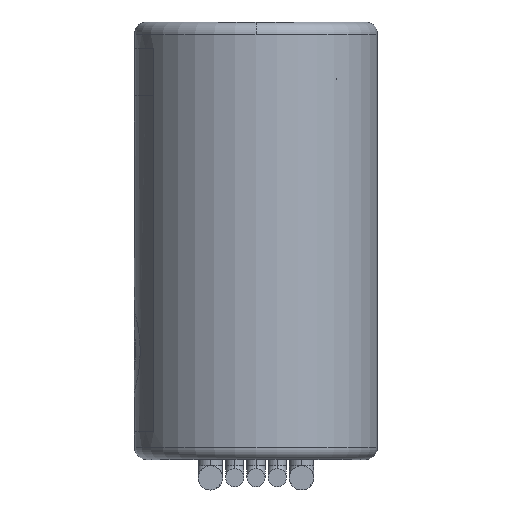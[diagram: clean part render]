
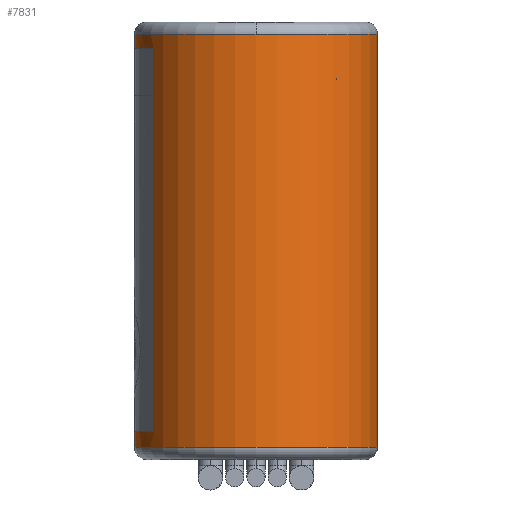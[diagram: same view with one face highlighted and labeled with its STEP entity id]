
A CAD part, left-side view. The second image highlights one B-rep face of the part: STEP entity #7831.
In plain terms, the highlighted cylindrical face has radius 10 mm (diameter 20 mm), a partial arc.
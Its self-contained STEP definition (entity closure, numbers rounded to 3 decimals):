
#78 = CIRCLE ( 'NONE', #448, 10. ) ;
#312 = CARTESIAN_POINT ( 'NONE',  ( -90.944, 3.369, 56.505 ) ) ;
#448 = AXIS2_PLACEMENT_3D ( 'NONE', #8592, #17204, #22813 ) ;
#783 = CARTESIAN_POINT ( 'NONE',  ( -90.944, -6.631, 18.685 ) ) ;
#794 = AXIS2_PLACEMENT_3D ( 'NONE', #9825, #2831, #8204 ) ;
#917 = DIRECTION ( 'NONE',  ( 0., 0., -1. ) ) ;
#965 = DIRECTION ( 'NONE',  ( 0., 0., -1. ) ) ;
#991 = AXIS2_PLACEMENT_3D ( 'NONE', #312, #5489, #5378 ) ;
#1748 = CIRCLE ( 'NONE', #22639, 10. ) ;
#2034 = EDGE_LOOP ( 'NONE', ( #17622, #11071, #2892, #2547, #21881, #16683, #9470, #4104, #4648, #22693 ) ) ;
#2303 = LINE ( 'NONE', #783, #6072 ) ;
#2427 = EDGE_CURVE ( 'NONE', #9934, #12627, #1748, .T. ) ;
#2547 = ORIENTED_EDGE ( 'NONE', *, *, #17807, .T. ) ;
#2590 = CYLINDRICAL_SURFACE ( 'NONE', #794, 10. ) ;
#2713 = CARTESIAN_POINT ( 'NONE',  ( -96.337, 11.79, 24.966 ) ) ;
#2831 = DIRECTION ( 'NONE',  ( 0., 0., 1. ) ) ;
#2892 = ORIENTED_EDGE ( 'NONE', *, *, #6875, .F. ) ;
#3047 = DIRECTION ( 'NONE',  ( -1., 0., 0. ) ) ;
#3101 = LINE ( 'NONE', #20816, #15849 ) ;
#3177 = DIRECTION ( 'NONE',  ( 1., 0., 0. ) ) ;
#3411 = VERTEX_POINT ( 'NONE', #8888 ) ;
#3430 = DIRECTION ( 'NONE',  ( 0., 0., 1. ) ) ;
#3628 = DIRECTION ( 'NONE',  ( 0., 0., -1. ) ) ;
#4104 = ORIENTED_EDGE ( 'NONE', *, *, #19636, .F. ) ;
#4277 = EDGE_CURVE ( 'NONE', #3411, #12355, #16213, .T. ) ;
#4648 = ORIENTED_EDGE ( 'NONE', *, *, #20994, .T. ) ;
#5378 = DIRECTION ( 'NONE',  ( -1., 0., 0. ) ) ;
#5489 = DIRECTION ( 'NONE',  ( 0., 0., 1. ) ) ;
#6072 = VECTOR ( 'NONE', #11531, 1000. ) ;
#6296 = AXIS2_PLACEMENT_3D ( 'NONE', #19035, #19261, #22779 ) ;
#6875 = EDGE_CURVE ( 'NONE', #19851, #10978, #21153, .T. ) ;
#7204 = CARTESIAN_POINT ( 'NONE',  ( -90.944, -6.631, 57.685 ) ) ;
#7543 = VECTOR ( 'NONE', #3628, 1000. ) ;
#7689 = CARTESIAN_POINT ( 'NONE',  ( -90.944, 13.369, 57.685 ) ) ;
#7831 = ADVANCED_FACE ( 'NONE', ( #22194 ), #2590, .T. ) ;
#8204 = DIRECTION ( 'NONE',  ( 1., 0., 0. ) ) ;
#8592 = CARTESIAN_POINT ( 'NONE',  ( -90.944, 3.369, 57.685 ) ) ;
#8859 = EDGE_CURVE ( 'NONE', #20853, #22388, #16802, .T. ) ;
#8888 = CARTESIAN_POINT ( 'NONE',  ( -96.337, 11.79, 56.505 ) ) ;
#9194 = EDGE_CURVE ( 'NONE', #12355, #20853, #11831, .T. ) ;
#9470 = ORIENTED_EDGE ( 'NONE', *, *, #8859, .T. ) ;
#9631 = CARTESIAN_POINT ( 'NONE',  ( -96.337, 11.79, 52.608 ) ) ;
#9825 = CARTESIAN_POINT ( 'NONE',  ( -90.944, 3.369, 18.685 ) ) ;
#9841 = CARTESIAN_POINT ( 'NONE',  ( -96.337, 11.79, 18.685 ) ) ;
#9934 = VERTEX_POINT ( 'NONE', #7204 ) ;
#10978 = VERTEX_POINT ( 'NONE', #7689 ) ;
#11021 = VECTOR ( 'NONE', #3430, 1000. ) ;
#11071 = ORIENTED_EDGE ( 'NONE', *, *, #16412, .T. ) ;
#11221 = VECTOR ( 'NONE', #965, 1000. ) ;
#11531 = DIRECTION ( 'NONE',  ( 0., 0., 1. ) ) ;
#11778 = CARTESIAN_POINT ( 'NONE',  ( -90.944, -6.631, 23.685 ) ) ;
#11831 = LINE ( 'NONE', #9841, #11221 ) ;
#12288 = CARTESIAN_POINT ( 'NONE',  ( -90.944, 13.369, 18.685 ) ) ;
#12291 = DIRECTION ( 'NONE',  ( 0., 0., 1. ) ) ;
#12355 = VERTEX_POINT ( 'NONE', #9631 ) ;
#12487 = CARTESIAN_POINT ( 'NONE',  ( -96.337, 11.79, 18.685 ) ) ;
#12627 = VERTEX_POINT ( 'NONE', #22814 ) ;
#14189 = CARTESIAN_POINT ( 'NONE',  ( -90.944, 13.369, 23.685 ) ) ;
#14477 = CARTESIAN_POINT ( 'NONE',  ( -90.944, 13.369, 56.505 ) ) ;
#14555 = AXIS2_PLACEMENT_3D ( 'NONE', #15272, #22644, #3177 ) ;
#14715 = EDGE_CURVE ( 'NONE', #21038, #9934, #2303, .T. ) ;
#15272 = CARTESIAN_POINT ( 'NONE',  ( -90.944, 3.369, 24.966 ) ) ;
#15812 = VERTEX_POINT ( 'NONE', #14189 ) ;
#15849 = VECTOR ( 'NONE', #12291, 1000. ) ;
#16213 = LINE ( 'NONE', #12487, #7543 ) ;
#16258 = CIRCLE ( 'NONE', #991, 10. ) ;
#16412 = EDGE_CURVE ( 'NONE', #12627, #10978, #78, .T. ) ;
#16683 = ORIENTED_EDGE ( 'NONE', *, *, #9194, .T. ) ;
#16802 = CIRCLE ( 'NONE', #14555, 10. ) ;
#17204 = DIRECTION ( 'NONE',  ( 0., 0., -1. ) ) ;
#17622 = ORIENTED_EDGE ( 'NONE', *, *, #2427, .T. ) ;
#17807 = EDGE_CURVE ( 'NONE', #19851, #3411, #16258, .T. ) ;
#18942 = CIRCLE ( 'NONE', #6296, 10. ) ;
#19005 = CARTESIAN_POINT ( 'NONE',  ( -90.944, 3.369, 57.685 ) ) ;
#19035 = CARTESIAN_POINT ( 'NONE',  ( -90.944, 3.369, 23.685 ) ) ;
#19156 = CARTESIAN_POINT ( 'NONE',  ( -90.944, 13.369, 24.966 ) ) ;
#19261 = DIRECTION ( 'NONE',  ( 0., 0., 1. ) ) ;
#19636 = EDGE_CURVE ( 'NONE', #15812, #22388, #3101, .T. ) ;
#19851 = VERTEX_POINT ( 'NONE', #14477 ) ;
#20816 = CARTESIAN_POINT ( 'NONE',  ( -90.944, 13.369, 18.685 ) ) ;
#20853 = VERTEX_POINT ( 'NONE', #2713 ) ;
#20994 = EDGE_CURVE ( 'NONE', #15812, #21038, #18942, .T. ) ;
#21038 = VERTEX_POINT ( 'NONE', #11778 ) ;
#21153 = LINE ( 'NONE', #12288, #11021 ) ;
#21881 = ORIENTED_EDGE ( 'NONE', *, *, #4277, .T. ) ;
#22194 = FACE_OUTER_BOUND ( 'NONE', #2034, .T. ) ;
#22388 = VERTEX_POINT ( 'NONE', #19156 ) ;
#22639 = AXIS2_PLACEMENT_3D ( 'NONE', #19005, #917, #3047 ) ;
#22644 = DIRECTION ( 'NONE',  ( 0., 0., -1. ) ) ;
#22693 = ORIENTED_EDGE ( 'NONE', *, *, #14715, .T. ) ;
#22779 = DIRECTION ( 'NONE',  ( 1., 0., 0. ) ) ;
#22813 = DIRECTION ( 'NONE',  ( -1., 0., 0. ) ) ;
#22814 = CARTESIAN_POINT ( 'NONE',  ( -100.944, 3.369, 57.685 ) ) ;
